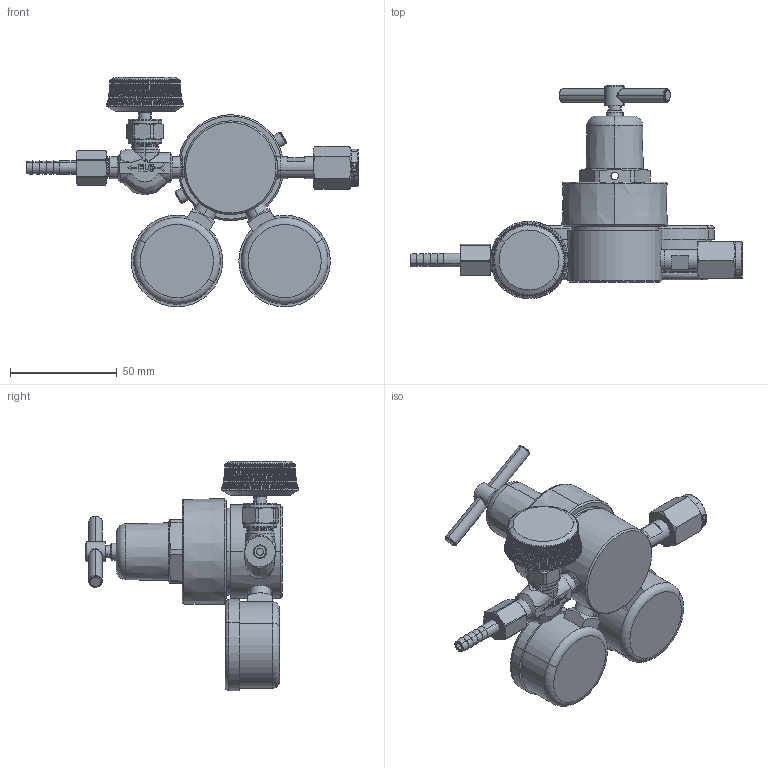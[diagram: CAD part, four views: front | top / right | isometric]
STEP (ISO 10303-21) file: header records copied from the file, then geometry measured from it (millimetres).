
FILE_DESCRIPTION((''),'2;1');
FILE_NAME('M3322B-170_ASM','2021-02-11T13:55:57',('DLachman'),('MATHESON TRI-GAS'),'CREO PARAMETRIC BY PTC INC, 2018260','CREO PARAMETRIC BY PTC INC, 2018260','');
FILE_SCHEMA(('CONFIG_CONTROL_DESIGN'));
Length unit declared in the file: inch
Products named in the file (14): M3322B-170-2; M3322B-170-3; M3322B-170-4; M3322B-170-5; M3322B-170-6; M3322B-170-8; M3322B-170-7; M3322B-170-9A; M3322B-170-9B; M3322B-170-9_ASM; M3322B-170-10; M3322B-170-11; M3322B-170-1_ASM; M3322B-170_ASM
Assembly tree (13 placements, depth 4):
  M3322B-170_ASM
    M3322B-170-1_ASM
      M3322B-170-2
      M3322B-170-3
      M3322B-170-4
      M3322B-170-5
      M3322B-170-6
      M3322B-170-8
      M3322B-170-7
      M3322B-170-9_ASM
        M3322B-170-9A
        M3322B-170-9B
      M3322B-170-10
      M3322B-170-11
Bounding box: 155.73 x 100.21 x 107.67 mm (x, y, z)
Volume: 152577.3 mm3; surface area: 57170.8 mm2
Topology: 11 solids, 11 shells, 1433 faces, 3759 edges, 2423 vertices
Faces by surface type: plane 413, torus 304, bspline 220, cone 203, cylinder 188, extrusion 101, sphere 4
Entity records: 62289 total; most frequent: CARTESIAN_POINT 28533, ORIENTED_EDGE 7506, DIRECTION 6210, EDGE_CURVE 3753, AXIS2_PLACEMENT_3D 2434, VERTEX_POINT 2423, EDGE_LOOP 1542, FACE_OUTER_BOUND 1433
